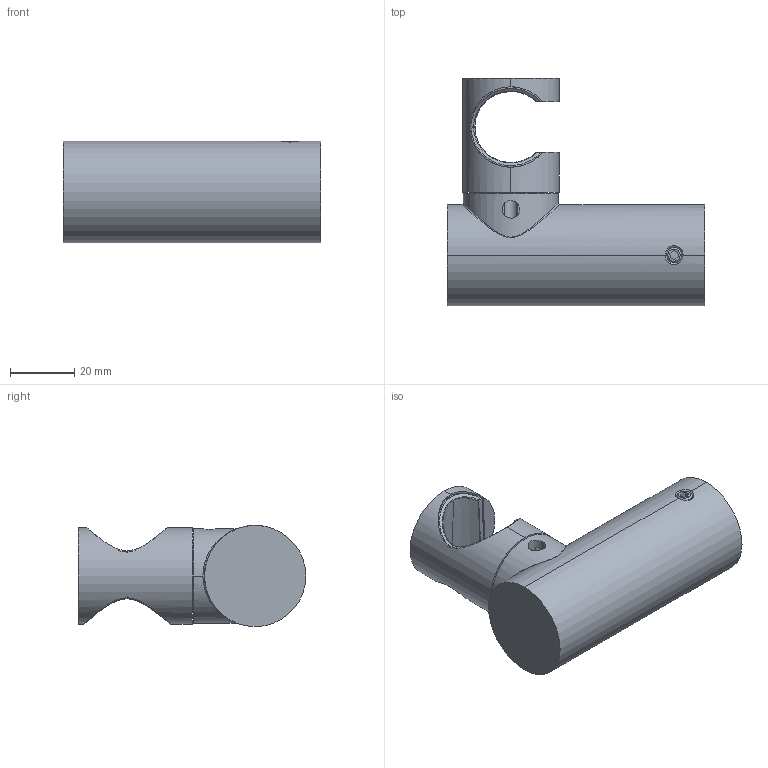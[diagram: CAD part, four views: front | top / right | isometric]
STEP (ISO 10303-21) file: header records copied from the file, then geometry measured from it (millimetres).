
FILE_DESCRIPTION (( 'STEP AP203' ), '1' );
FILE_NAME ('99ZP02672.STEP', '2024-01-18T09:20:16', ( '' ), ( '' ), 'SwSTEP 2.0', 'SolidWorks 2021', '' );
FILE_SCHEMA (( 'CONFIG_CONTROL_DESIGN' ));
Length unit declared in the file: millimetre
Products named in the file (1): 99ZP02672
Bounding box: 80 x 70.8 x 31.5 mm (x, y, z)
Volume: 36052.3 mm3; surface area: 27235.2 mm2
Topology: 5 solids, 5 shells, 138 faces, 333 edges, 199 vertices
Faces by surface type: bspline 46, cylinder 46, plane 29, cone 17
Entity records: 8466 total; most frequent: CARTESIAN_POINT 5568, ORIENTED_EDGE 646, DIRECTION 483, EDGE_CURVE 323, VERTEX_POINT 199, AXIS2_PLACEMENT_3D 194, EDGE_LOOP 154, FACE_OUTER_BOUND 138
